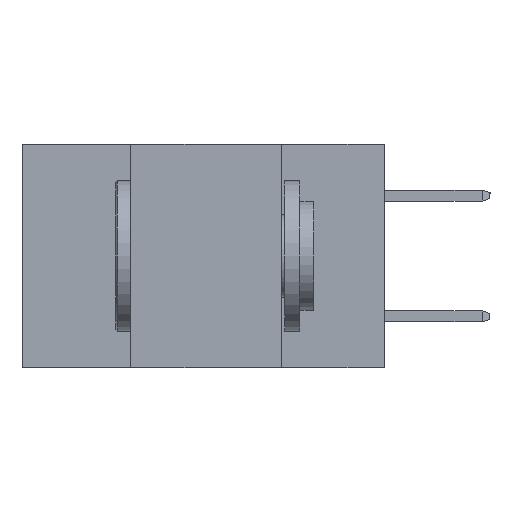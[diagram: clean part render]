
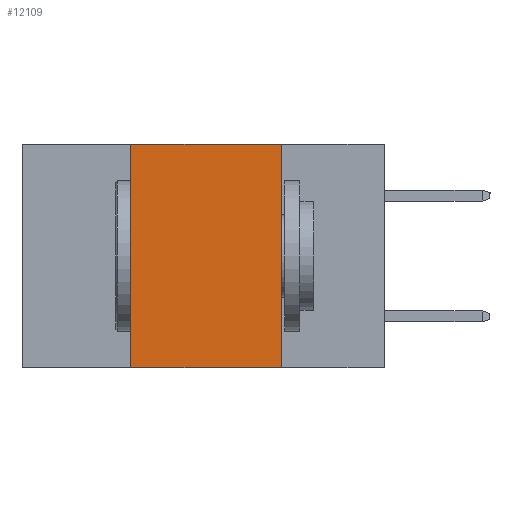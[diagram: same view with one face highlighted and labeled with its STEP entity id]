
A CAD part, left-side view. The second image highlights one B-rep face of the part: STEP entity #12109.
In plain terms, the highlighted planar face has unit normal (-1, 0, 0).
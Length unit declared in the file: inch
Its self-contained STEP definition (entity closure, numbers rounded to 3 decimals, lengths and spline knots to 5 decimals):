
#42 = EDGE_CURVE ( 'NONE', #1938, #16723, #6836, .T. ) ;
#1359 = ORIENTED_EDGE ( 'NONE', *, *, #42, .F. ) ;
#1938 = VERTEX_POINT ( 'NONE', #3746 ) ;
#2913 = LINE ( 'NONE', #9548, #24569 ) ;
#3438 = VECTOR ( 'NONE', #15607, 39.37008 ) ;
#3746 = CARTESIAN_POINT ( 'NONE',  ( 0., 0.42, 0. ) ) ;
#3942 = VECTOR ( 'NONE', #26360, 39.37008 ) ;
#5804 = DIRECTION ( 'NONE',  ( 1., 0., 0. ) ) ;
#6221 = DIRECTION ( 'NONE',  ( 0., 0., -1. ) ) ;
#6836 = LINE ( 'NONE', #13468, #3438 ) ;
#8383 = FACE_OUTER_BOUND ( 'NONE', #15567, .T. ) ;
#8800 = LINE ( 'NONE', #17600, #3942 ) ;
#9031 = AXIS2_PLACEMENT_3D ( 'NONE', #25940, #5804, #6221 ) ;
#9273 = VECTOR ( 'NONE', #11292, 39.37008 ) ;
#9416 = CARTESIAN_POINT ( 'NONE',  ( 0., 0.6, -0.37 ) ) ;
#9548 = CARTESIAN_POINT ( 'NONE',  ( 0., 0.42, -0.37 ) ) ;
#9827 = ORIENTED_EDGE ( 'NONE', *, *, #10988, .F. ) ;
#10635 = EDGE_CURVE ( 'NONE', #11656, #1938, #2913, .T. ) ;
#10988 = EDGE_CURVE ( 'NONE', #16723, #20939, #8800, .T. ) ;
#11292 = DIRECTION ( 'NONE',  ( 0., -1., 0. ) ) ;
#11656 = VERTEX_POINT ( 'NONE', #27864 ) ;
#11725 = LINE ( 'NONE', #9416, #9273 ) ;
#12109 = ADVANCED_FACE ( 'NONE', ( #8383 ), #16888, .F. ) ;
#13468 = CARTESIAN_POINT ( 'NONE',  ( 0., 0.6, 0. ) ) ;
#15567 = EDGE_LOOP ( 'NONE', ( #9827, #1359, #22955, #22141 ) ) ;
#15607 = DIRECTION ( 'NONE',  ( 0., -1., 0. ) ) ;
#16723 = VERTEX_POINT ( 'NONE', #24307 ) ;
#16888 = PLANE ( 'NONE',  #9031 ) ;
#17600 = CARTESIAN_POINT ( 'NONE',  ( 0., 0.17, -0.37 ) ) ;
#20717 = EDGE_CURVE ( 'NONE', #11656, #20939, #11725, .T. ) ;
#20939 = VERTEX_POINT ( 'NONE', #23071 ) ;
#22141 = ORIENTED_EDGE ( 'NONE', *, *, #20717, .T. ) ;
#22955 = ORIENTED_EDGE ( 'NONE', *, *, #10635, .F. ) ;
#23071 = CARTESIAN_POINT ( 'NONE',  ( 0., 0.17, -0.37 ) ) ;
#24307 = CARTESIAN_POINT ( 'NONE',  ( 0., 0.17, 0. ) ) ;
#24569 = VECTOR ( 'NONE', #25228, 39.37008 ) ;
#25228 = DIRECTION ( 'NONE',  ( 0., 0., 1. ) ) ;
#25940 = CARTESIAN_POINT ( 'NONE',  ( 0., 0.6, 0. ) ) ;
#26360 = DIRECTION ( 'NONE',  ( 0., 0., -1. ) ) ;
#27864 = CARTESIAN_POINT ( 'NONE',  ( 0., 0.42, -0.37 ) ) ;
